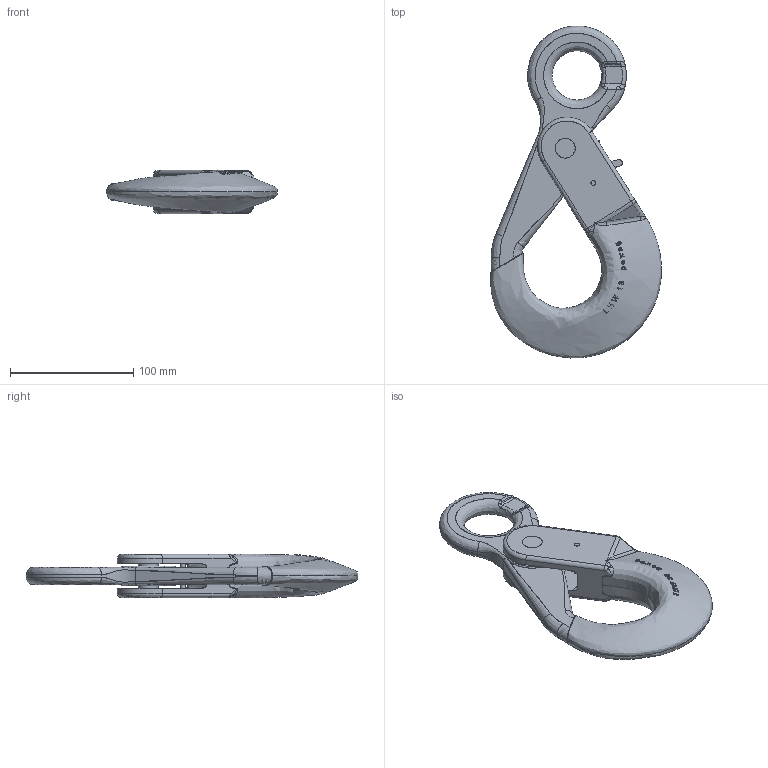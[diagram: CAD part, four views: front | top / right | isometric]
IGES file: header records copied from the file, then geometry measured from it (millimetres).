
Global section: file name: LHW 13 Kundenmodell.igs; native system: NX V4.0; preprocessor: UGS NX IGES V4.0; date: 20100113.154552; units: millimetre
Bounding box: 138.28 x 268.92 x 35.45 mm (x, y, z)
Surface area: 71279.8 mm2 (no closed solid volume)
Topology: 0 solids, 0 shells, 324 faces, 2218 edges, 2204 vertices
Faces by surface type: bspline 314, offset 10
